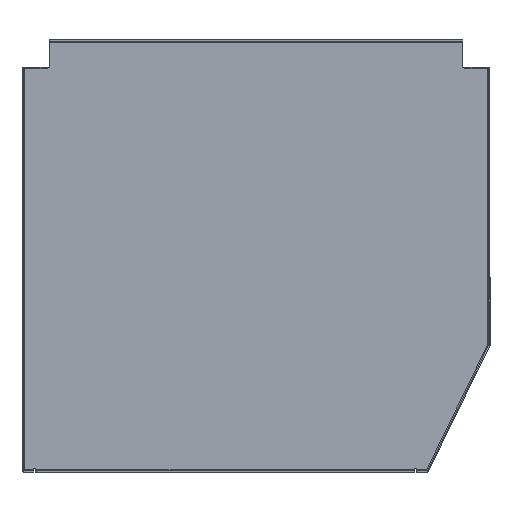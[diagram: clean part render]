
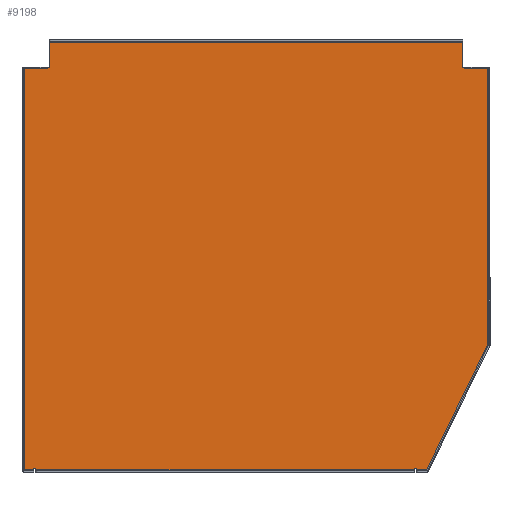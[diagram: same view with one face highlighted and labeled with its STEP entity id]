
A CAD part, top view. The second image highlights one B-rep face of the part: STEP entity #9198.
In plain terms, the highlighted planar face has unit normal (0, 0, 1).
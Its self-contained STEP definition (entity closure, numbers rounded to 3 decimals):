
#93=PLANE('',#9772);
#519=FACE_OUTER_BOUND('',#1039,.T.);
#1039=EDGE_LOOP('',(#6453,#6454,#6455,#6456,#6457,#6458,#6459,#6460,#6461,
#6462,#6463,#6464,#6465,#6466,#6467,#6468,#6469,#6470,#6471));
#1622=LINE('',#12937,#2770);
#1626=LINE('',#12965,#2774);
#1653=LINE('',#13068,#2801);
#1656=LINE('',#13077,#2804);
#1664=LINE('',#13098,#2812);
#1667=LINE('',#13105,#2815);
#1668=LINE('',#13106,#2816);
#1669=LINE('',#13108,#2817);
#1670=LINE('',#13112,#2818);
#1671=LINE('',#13114,#2819);
#1672=LINE('',#13116,#2820);
#1673=LINE('',#13119,#2821);
#1674=LINE('',#13120,#2822);
#1675=LINE('',#13121,#2823);
#1676=LINE('',#13123,#2824);
#2770=VECTOR('',#10412,10.);
#2774=VECTOR('',#10438,10.);
#2801=VECTOR('',#10533,10.);
#2804=VECTOR('',#10540,10.);
#2812=VECTOR('',#10556,10.);
#2815=VECTOR('',#10565,10.);
#2816=VECTOR('',#10566,10.);
#2817=VECTOR('',#10567,10.);
#2818=VECTOR('',#10570,10.);
#2819=VECTOR('',#10571,10.);
#2820=VECTOR('',#10572,10.);
#2821=VECTOR('',#10575,10.);
#2822=VECTOR('',#10576,10.);
#2823=VECTOR('',#10577,10.);
#2824=VECTOR('',#10578,10.);
#3945=CIRCLE('',#9771,1.25);
#3946=CIRCLE('',#9773,1.);
#3947=CIRCLE('',#9774,1.);
#3948=CIRCLE('',#9775,1.25);
#4097=VERTEX_POINT('',#12934);
#4098=VERTEX_POINT('',#12936);
#4104=VERTEX_POINT('',#12956);
#4107=VERTEX_POINT('',#12963);
#4143=VERTEX_POINT('',#13064);
#4145=VERTEX_POINT('',#13067);
#4147=VERTEX_POINT('',#13073);
#4149=VERTEX_POINT('',#13076);
#4151=VERTEX_POINT('',#13082);
#4155=VERTEX_POINT('',#13091);
#4158=VERTEX_POINT('',#13096);
#4159=VERTEX_POINT('',#13100);
#4160=VERTEX_POINT('',#13107);
#4161=VERTEX_POINT('',#13109);
#4162=VERTEX_POINT('',#13111);
#4163=VERTEX_POINT('',#13113);
#4164=VERTEX_POINT('',#13115);
#4165=VERTEX_POINT('',#13117);
#4166=VERTEX_POINT('',#13122);
#4990=EDGE_CURVE('',#4097,#4098,#1622,.T.);
#5002=EDGE_CURVE('',#4107,#4104,#1626,.T.);
#5051=EDGE_CURVE('',#4145,#4143,#1653,.T.);
#5055=EDGE_CURVE('',#4149,#4147,#1656,.T.);
#5065=EDGE_CURVE('',#4155,#4158,#1664,.T.);
#5067=EDGE_CURVE('',#4107,#4159,#3945,.T.);
#5069=EDGE_CURVE('',#4145,#4097,#1667,.T.);
#5070=EDGE_CURVE('',#4143,#4149,#1668,.T.);
#5071=EDGE_CURVE('',#4147,#4160,#1669,.T.);
#5072=EDGE_CURVE('',#4161,#4160,#3946,.T.);
#5073=EDGE_CURVE('',#4161,#4162,#1670,.T.);
#5074=EDGE_CURVE('',#4162,#4163,#1671,.T.);
#5075=EDGE_CURVE('',#4164,#4163,#1672,.T.);
#5076=EDGE_CURVE('',#4165,#4164,#3947,.T.);
#5077=EDGE_CURVE('',#4155,#4165,#1673,.T.);
#5078=EDGE_CURVE('',#4158,#4151,#1674,.T.);
#5079=EDGE_CURVE('',#4151,#4104,#1675,.T.);
#5080=EDGE_CURVE('',#4159,#4166,#1676,.T.);
#5081=EDGE_CURVE('',#4098,#4166,#3948,.T.);
#6453=ORIENTED_EDGE('',*,*,#4990,.F.);
#6454=ORIENTED_EDGE('',*,*,#5069,.F.);
#6455=ORIENTED_EDGE('',*,*,#5051,.T.);
#6456=ORIENTED_EDGE('',*,*,#5070,.T.);
#6457=ORIENTED_EDGE('',*,*,#5055,.T.);
#6458=ORIENTED_EDGE('',*,*,#5071,.T.);
#6459=ORIENTED_EDGE('',*,*,#5072,.F.);
#6460=ORIENTED_EDGE('',*,*,#5073,.T.);
#6461=ORIENTED_EDGE('',*,*,#5074,.T.);
#6462=ORIENTED_EDGE('',*,*,#5075,.F.);
#6463=ORIENTED_EDGE('',*,*,#5076,.F.);
#6464=ORIENTED_EDGE('',*,*,#5077,.F.);
#6465=ORIENTED_EDGE('',*,*,#5065,.T.);
#6466=ORIENTED_EDGE('',*,*,#5078,.T.);
#6467=ORIENTED_EDGE('',*,*,#5079,.T.);
#6468=ORIENTED_EDGE('',*,*,#5002,.F.);
#6469=ORIENTED_EDGE('',*,*,#5067,.T.);
#6470=ORIENTED_EDGE('',*,*,#5080,.T.);
#6471=ORIENTED_EDGE('',*,*,#5081,.F.);
#9198=ADVANCED_FACE('',(#519),#93,.T.);
#9771=AXIS2_PLACEMENT_3D('',#13102,#10560,#10561);
#9772=AXIS2_PLACEMENT_3D('',#13104,#10563,#10564);
#9773=AXIS2_PLACEMENT_3D('',#13110,#10568,#10569);
#9774=AXIS2_PLACEMENT_3D('',#13118,#10573,#10574);
#9775=AXIS2_PLACEMENT_3D('',#13124,#10579,#10580);
#10412=DIRECTION('',(-1.,0.,0.));
#10438=DIRECTION('',(-1.,0.,0.));
#10533=DIRECTION('',(0.,1.,0.));
#10540=DIRECTION('',(0.,1.,0.));
#10556=DIRECTION('',(0.,-1.,0.));
#10560=DIRECTION('center_axis',(0.,0.,-1.));
#10561=DIRECTION('ref_axis',(1.,0.,0.));
#10563=DIRECTION('center_axis',(0.,0.,1.));
#10564=DIRECTION('ref_axis',(1.,0.,0.));
#10565=DIRECTION('',(-0.438,-0.899,0.));
#10566=DIRECTION('',(-1.,0.,0.));
#10567=DIRECTION('',(-1.,0.,0.));
#10568=DIRECTION('center_axis',(0.,0.,1.));
#10569=DIRECTION('ref_axis',(-0.707,-0.707,0.));
#10570=DIRECTION('',(0.,1.,0.));
#10571=DIRECTION('',(-1.,0.,0.));
#10572=DIRECTION('',(0.,1.,0.));
#10573=DIRECTION('center_axis',(0.,0.,1.));
#10574=DIRECTION('ref_axis',(0.707,-0.707,0.));
#10575=DIRECTION('',(1.,0.,0.));
#10576=DIRECTION('',(-1.,0.,0.));
#10577=DIRECTION('',(0.,-1.,0.));
#10578=DIRECTION('',(1.,0.,0.));
#10579=DIRECTION('center_axis',(0.,0.,1.));
#10580=DIRECTION('ref_axis',(-0.707,0.707,0.));
#12934=CARTESIAN_POINT('',(-106.315,15.244,101.1));
#12936=CARTESIAN_POINT('',(-117.45,15.244,101.1));
#12937=CARTESIAN_POINT('',(-75.695,15.244,101.1));
#12956=CARTESIAN_POINT('',(-548.75,15.25,101.1));
#12963=CARTESIAN_POINT('',(-538.55,15.25,101.1));
#12965=CARTESIAN_POINT('',(-292.776,15.25,101.1));
#13064=CARTESIAN_POINT('',(-39.25,456.5,101.1));
#13067=CARTESIAN_POINT('',(-39.25,152.748,101.1));
#13068=CARTESIAN_POINT('',(-39.25,345.25,101.1));
#13073=CARTESIAN_POINT('',(-64.25,457.75,101.1));
#13076=CARTESIAN_POINT('',(-64.25,456.5,101.1));
#13077=CARTESIAN_POINT('',(-64.25,304.103,101.1));
#13082=CARTESIAN_POINT('',(-548.75,456.5,101.1));
#13091=CARTESIAN_POINT('',(-523.75,457.75,101.1));
#13096=CARTESIAN_POINT('',(-523.75,456.5,101.1));
#13098=CARTESIAN_POINT('',(-523.75,304.103,101.1));
#13100=CARTESIAN_POINT('',(-536.05,15.25,101.1));
#13102=CARTESIAN_POINT('Origin',(-537.3,15.25,101.1));
#13104=CARTESIAN_POINT('Origin',(-40.502,150.457,101.1));
#13105=CARTESIAN_POINT('',(-35.116,161.225,101.1));
#13106=CARTESIAN_POINT('',(-45.426,456.5,101.1));
#13107=CARTESIAN_POINT('',(-65.75,457.75,101.1));
#13108=CARTESIAN_POINT('',(-53.626,457.75,101.1));
#13109=CARTESIAN_POINT('',(-66.75,458.75,101.1));
#13110=CARTESIAN_POINT('Origin',(-65.75,458.75,101.1));
#13111=CARTESIAN_POINT('',(-66.75,485.25,101.1));
#13112=CARTESIAN_POINT('',(-66.75,454.,101.1));
#13113=CARTESIAN_POINT('',(-521.25,485.25,101.1));
#13114=CARTESIAN_POINT('',(-116.063,485.25,101.1));
#13115=CARTESIAN_POINT('',(-521.25,458.75,101.1));
#13116=CARTESIAN_POINT('',(-521.25,454.,101.1));
#13117=CARTESIAN_POINT('',(-522.25,457.75,101.1));
#13118=CARTESIAN_POINT('Origin',(-522.25,458.75,101.1));
#13119=CARTESIAN_POINT('',(-521.25,457.75,101.1));
#13120=CARTESIAN_POINT('',(-45.426,456.5,101.1));
#13121=CARTESIAN_POINT('',(-548.75,345.25,101.1));
#13122=CARTESIAN_POINT('',(-119.95,15.25,101.1));
#13123=CARTESIAN_POINT('',(-102.313,15.25,101.1));
#13124=CARTESIAN_POINT('Origin',(-118.7,15.25,101.1));
